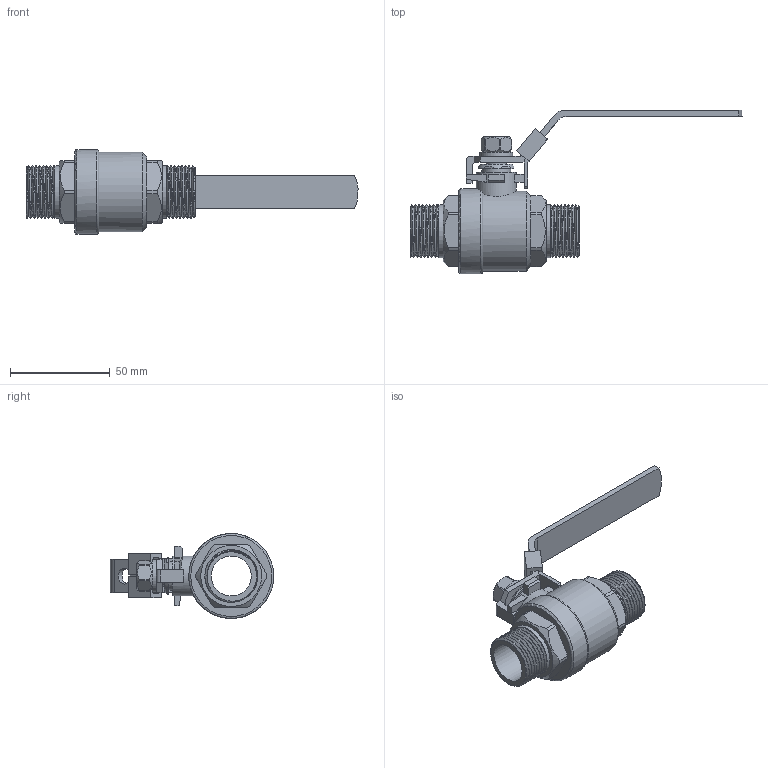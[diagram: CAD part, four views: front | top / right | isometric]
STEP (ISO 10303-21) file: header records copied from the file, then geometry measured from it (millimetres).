
FILE_DESCRIPTION(/* description */ ('Unknown'),/* implementation_level */ '2;1');
FILE_NAME(/* name */ 'R-621-2U-DN20md1',/* time_stamp */ '2020-12-14T16:23:53+08:00',/* author */ ('Unknown'),/* organization */ ('Unknown'),/* preprocessor_version */ 'ST-DEVELOPER v16.7',/* originating_system */ 'DEX',/* authorisation */ $);
FILE_SCHEMA (('AUTOMOTIVE_DESIGN {1 0 10303 214 3 1 1}'));
Length unit declared in the file: millimetre
Products named in the file (1): R-621-2U-DN20md1
Bounding box: 166.13 x 81.73 x 42.47 mm (x, y, z)
Volume: 65197.7 mm3; surface area: 28927.9 mm2
Topology: 1 solids, 2 shells, 276 faces, 892 edges, 602 vertices
Faces by surface type: plane 125, cylinder 77, bspline 62, cone 10, torus 2
Full cylindrical faces by diameter (mm): 8 x1, 10 x1, 10.5 x1, 14.4 x1, 20 x2, 21.731 x1, 22.769 x1, 26.4 x16, 40 x1, 42.5 x1
Entity records: 22152 total; most frequent: CARTESIAN_POINT 15576, ORIENTED_EDGE 1680, DIRECTION 983, EDGE_CURVE 840, VERTEX_POINT 585, AXIS2_PLACEMENT_3D 340, LINE 303, VECTOR 303
